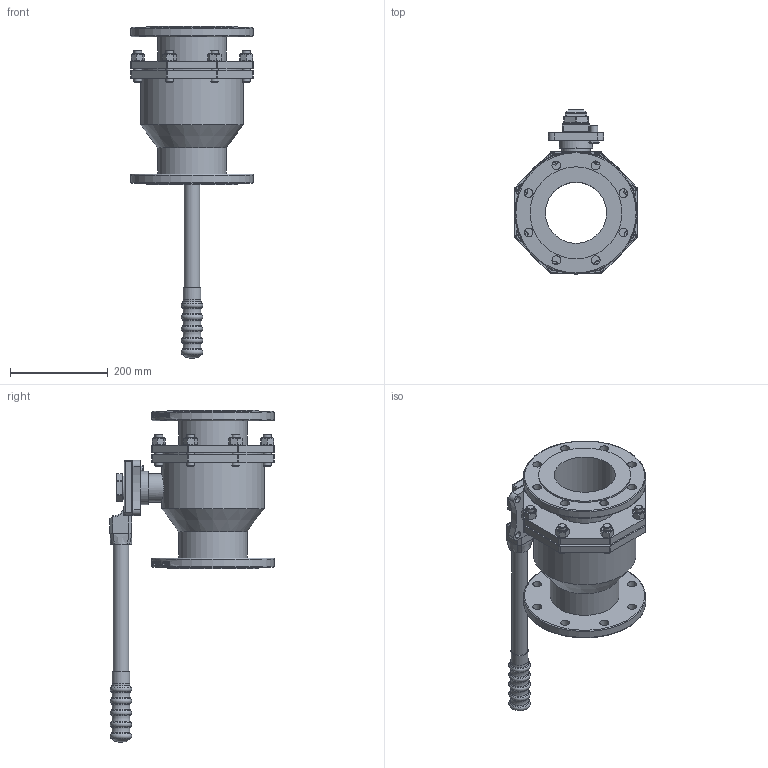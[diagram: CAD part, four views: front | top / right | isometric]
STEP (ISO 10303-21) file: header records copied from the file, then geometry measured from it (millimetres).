
FILE_DESCRIPTION(/* description */ ('765125'),/* implementation_level */ '2;1');
FILE_NAME(/* name */ '765125.stp',/* time_stamp */ '2017-06-27T14:41:17+02:00',/* author */ ('jmorand'),/* organization */ ('Sferaco'),/* preprocessor_version */ 'ST-DEVELOPER v16.5',/* originating_system */ 'Autodesk Inventor 2017',/* authorisation */ '');
FILE_SCHEMA (('CONFIG_CONTROL_DESIGN'));
Products named in the file (1): 765125_bd
Bounding box: 250 x 336 x 679.5 mm (x, y, z)
Volume: 6521814.8 mm3; surface area: 763758.3 mm2
Topology: 1 solids, 6 shells, 1515 faces, 4019 edges, 2653 vertices
Faces by surface type: plane 672, bspline 531, cylinder 242, cone 44, torus 26
Full cylindrical faces by diameter (mm): 10 x2, 12 x1, 14 x3, 16 x25, 17 x8, 18 x16, 27 x1, 32 x1, 33 x1, 34 x1, 36 x1, 50 x1, 58 x1, 68 x1, 76 x1, 125 x1, 141 x2, 188 x2, 210 x2, 250 x2
Entity records: 60972 total; most frequent: CARTESIAN_POINT 25610, ORIENTED_EDGE 7684, DIRECTION 5500, EDGE_CURVE 3842, VERTEX_POINT 2615, EDGE_LOOP 1863, AXIS2_PLACEMENT_3D 1837, LINE 1826
